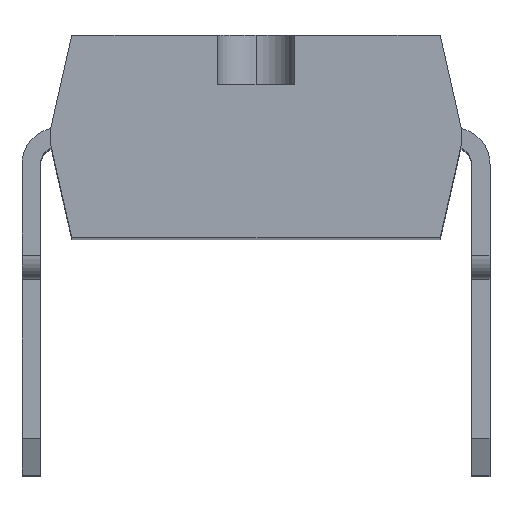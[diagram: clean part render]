
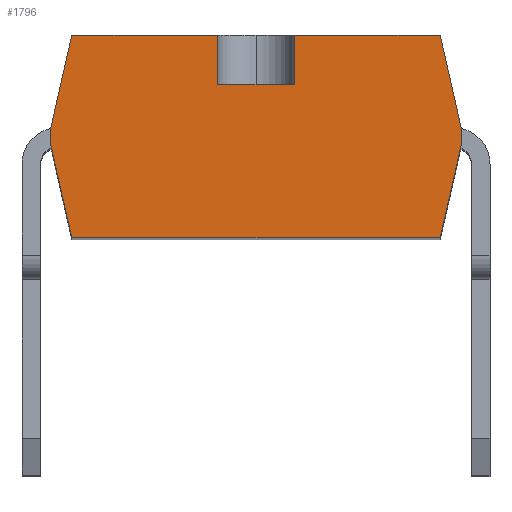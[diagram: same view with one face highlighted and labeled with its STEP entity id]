
A CAD part, top view. The second image highlights one B-rep face of the part: STEP entity #1796.
In plain terms, the highlighted planar face has unit normal (0, 0, 1).
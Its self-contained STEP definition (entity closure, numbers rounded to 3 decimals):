
#153 = ORIENTED_EDGE ( 'NONE', *, *, #584, .F. ) ;
#189 = VECTOR ( 'NONE', #648, 1000. ) ;
#212 = VERTEX_POINT ( 'NONE', #2317 ) ;
#229 = DIRECTION ( 'NONE',  ( -1., 0., 0. ) ) ;
#246 = LINE ( 'NONE', #466, #189 ) ;
#254 = ORIENTED_EDGE ( 'NONE', *, *, #943, .F. ) ;
#273 = DIRECTION ( 'NONE',  ( 0., 0., 1. ) ) ;
#306 = DIRECTION ( 'NONE',  ( 0., -1., 0. ) ) ;
#318 = DIRECTION ( 'NONE',  ( 0., 1., 0. ) ) ;
#331 = CARTESIAN_POINT ( 'NONE',  ( 3.34, -0.15, 0. ) ) ;
#360 = LINE ( 'NONE', #1218, #2290 ) ;
#384 = CARTESIAN_POINT ( 'NONE',  ( 0., 1.65, 0. ) ) ;
#400 = VERTEX_POINT ( 'NONE', #1326 ) ;
#458 = PLANE ( 'NONE',  #500 ) ;
#459 = VECTOR ( 'NONE', #306, 1000. ) ;
#466 = CARTESIAN_POINT ( 'NONE',  ( -3.34, -0.15, 0. ) ) ;
#500 = AXIS2_PLACEMENT_3D ( 'NONE', #1396, #273, #1586 ) ;
#502 = EDGE_CURVE ( 'NONE', #2207, #740, #2147, .T. ) ;
#522 = VECTOR ( 'NONE', #1169, 1000. ) ;
#525 = LINE ( 'NONE', #858, #459 ) ;
#584 = EDGE_CURVE ( 'NONE', #2061, #1310, #360, .T. ) ;
#599 = ORIENTED_EDGE ( 'NONE', *, *, #1081, .T. ) ;
#646 = CARTESIAN_POINT ( 'NONE',  ( -3., -1.65, 0. ) ) ;
#648 = DIRECTION ( 'NONE',  ( -0.221, 0.975, 0. ) ) ;
#687 = LINE ( 'NONE', #1421, #1561 ) ;
#732 = VECTOR ( 'NONE', #229, 1000. ) ;
#740 = VERTEX_POINT ( 'NONE', #646 ) ;
#754 = EDGE_CURVE ( 'NONE', #1572, #910, #1968, .T. ) ;
#799 = DIRECTION ( 'NONE',  ( 0., -1., 0. ) ) ;
#830 = CARTESIAN_POINT ( 'NONE',  ( 3., -1.65, 0. ) ) ;
#858 = CARTESIAN_POINT ( 'NONE',  ( 0.625, 1.65, 0. ) ) ;
#869 = DIRECTION ( 'NONE',  ( 0.221, 0.975, 0. ) ) ;
#908 = VECTOR ( 'NONE', #2333, 1000. ) ;
#910 = VERTEX_POINT ( 'NONE', #331 ) ;
#943 = EDGE_CURVE ( 'NONE', #2280, #1572, #1584, .T. ) ;
#980 = CARTESIAN_POINT ( 'NONE',  ( 0., 0.85, 0. ) ) ;
#1005 = LINE ( 'NONE', #1378, #522 ) ;
#1081 = EDGE_CURVE ( 'NONE', #2280, #400, #1880, .T. ) ;
#1083 = ORIENTED_EDGE ( 'NONE', *, *, #1370, .T. ) ;
#1084 = VECTOR ( 'NONE', #1274, 1000. ) ;
#1100 = ORIENTED_EDGE ( 'NONE', *, *, #1513, .T. ) ;
#1152 = LINE ( 'NONE', #2308, #2100 ) ;
#1166 = LINE ( 'NONE', #1645, #2114 ) ;
#1169 = DIRECTION ( 'NONE',  ( 0.221, 0.975, 0. ) ) ;
#1176 = ORIENTED_EDGE ( 'NONE', *, *, #754, .F. ) ;
#1180 = CARTESIAN_POINT ( 'NONE',  ( 0.625, 0.85, 0. ) ) ;
#1218 = CARTESIAN_POINT ( 'NONE',  ( -3., 1.65, 0. ) ) ;
#1274 = DIRECTION ( 'NONE',  ( 0.221, -0.975, 0. ) ) ;
#1304 = DIRECTION ( 'NONE',  ( -1., 0., 0. ) ) ;
#1310 = VERTEX_POINT ( 'NONE', #1369 ) ;
#1326 = CARTESIAN_POINT ( 'NONE',  ( 0.625, 1.65, 0. ) ) ;
#1364 = FACE_OUTER_BOUND ( 'NONE', #1604, .T. ) ;
#1369 = CARTESIAN_POINT ( 'NONE',  ( -3., 1.65, 0. ) ) ;
#1370 = EDGE_CURVE ( 'NONE', #2207, #910, #1005, .T. ) ;
#1375 = VECTOR ( 'NONE', #1503, 1000. ) ;
#1378 = CARTESIAN_POINT ( 'NONE',  ( 3., -1.65, 0. ) ) ;
#1396 = CARTESIAN_POINT ( 'NONE',  ( 0., 0., 0. ) ) ;
#1421 = CARTESIAN_POINT ( 'NONE',  ( 0., 1.65, 0. ) ) ;
#1422 = CARTESIAN_POINT ( 'NONE',  ( 3., 1.65, 0. ) ) ;
#1503 = DIRECTION ( 'NONE',  ( -1., 0., 0. ) ) ;
#1513 = EDGE_CURVE ( 'NONE', #1524, #1310, #687, .T. ) ;
#1524 = VERTEX_POINT ( 'NONE', #2179 ) ;
#1561 = VECTOR ( 'NONE', #1990, 1000. ) ;
#1572 = VERTEX_POINT ( 'NONE', #1998 ) ;
#1584 = LINE ( 'NONE', #1630, #1084 ) ;
#1586 = DIRECTION ( 'NONE',  ( 1., 0., 0. ) ) ;
#1604 = EDGE_LOOP ( 'NONE', ( #254, #599, #2121, #1744, #1950, #1100, #153, #2243, #1898, #2060, #1083, #1176 ) ) ;
#1630 = CARTESIAN_POINT ( 'NONE',  ( 3.34, 0.15, 0. ) ) ;
#1645 = CARTESIAN_POINT ( 'NONE',  ( -0.625, 1.65, 0. ) ) ;
#1650 = VECTOR ( 'NONE', #1304, 1000. ) ;
#1666 = CARTESIAN_POINT ( 'NONE',  ( -3., -1.65, 0. ) ) ;
#1723 = CARTESIAN_POINT ( 'NONE',  ( -3.34, 0.15, 0. ) ) ;
#1744 = ORIENTED_EDGE ( 'NONE', *, *, #2082, .T. ) ;
#1745 = CARTESIAN_POINT ( 'NONE',  ( -0.625, 0.85, 0. ) ) ;
#1796 = ADVANCED_FACE ( 'NONE', ( #1364 ), #458, .T. ) ;
#1808 = EDGE_CURVE ( 'NONE', #740, #212, #246, .T. ) ;
#1880 = LINE ( 'NONE', #384, #1375 ) ;
#1886 = EDGE_CURVE ( 'NONE', #400, #2158, #525, .T. ) ;
#1898 = ORIENTED_EDGE ( 'NONE', *, *, #1808, .F. ) ;
#1950 = ORIENTED_EDGE ( 'NONE', *, *, #2400, .T. ) ;
#1968 = LINE ( 'NONE', #2152, #908 ) ;
#1990 = DIRECTION ( 'NONE',  ( -1., 0., 0. ) ) ;
#1998 = CARTESIAN_POINT ( 'NONE',  ( 3.34, 0.15, 0. ) ) ;
#2060 = ORIENTED_EDGE ( 'NONE', *, *, #502, .F. ) ;
#2061 = VERTEX_POINT ( 'NONE', #1723 ) ;
#2082 = EDGE_CURVE ( 'NONE', #2158, #2168, #2232, .T. ) ;
#2100 = VECTOR ( 'NONE', #799, 1000. ) ;
#2114 = VECTOR ( 'NONE', #318, 1000. ) ;
#2121 = ORIENTED_EDGE ( 'NONE', *, *, #1886, .T. ) ;
#2141 = EDGE_CURVE ( 'NONE', #2061, #212, #1152, .T. ) ;
#2147 = LINE ( 'NONE', #1666, #1650 ) ;
#2152 = CARTESIAN_POINT ( 'NONE',  ( 3.34, -0.15, 0. ) ) ;
#2158 = VERTEX_POINT ( 'NONE', #1180 ) ;
#2168 = VERTEX_POINT ( 'NONE', #1745 ) ;
#2179 = CARTESIAN_POINT ( 'NONE',  ( -0.625, 1.65, 0. ) ) ;
#2207 = VERTEX_POINT ( 'NONE', #830 ) ;
#2232 = LINE ( 'NONE', #980, #732 ) ;
#2243 = ORIENTED_EDGE ( 'NONE', *, *, #2141, .T. ) ;
#2280 = VERTEX_POINT ( 'NONE', #1422 ) ;
#2290 = VECTOR ( 'NONE', #869, 1000. ) ;
#2308 = CARTESIAN_POINT ( 'NONE',  ( -3.34, 0., 0. ) ) ;
#2317 = CARTESIAN_POINT ( 'NONE',  ( -3.34, -0.15, 0. ) ) ;
#2333 = DIRECTION ( 'NONE',  ( 0., -1., 0. ) ) ;
#2400 = EDGE_CURVE ( 'NONE', #2168, #1524, #1166, .T. ) ;
